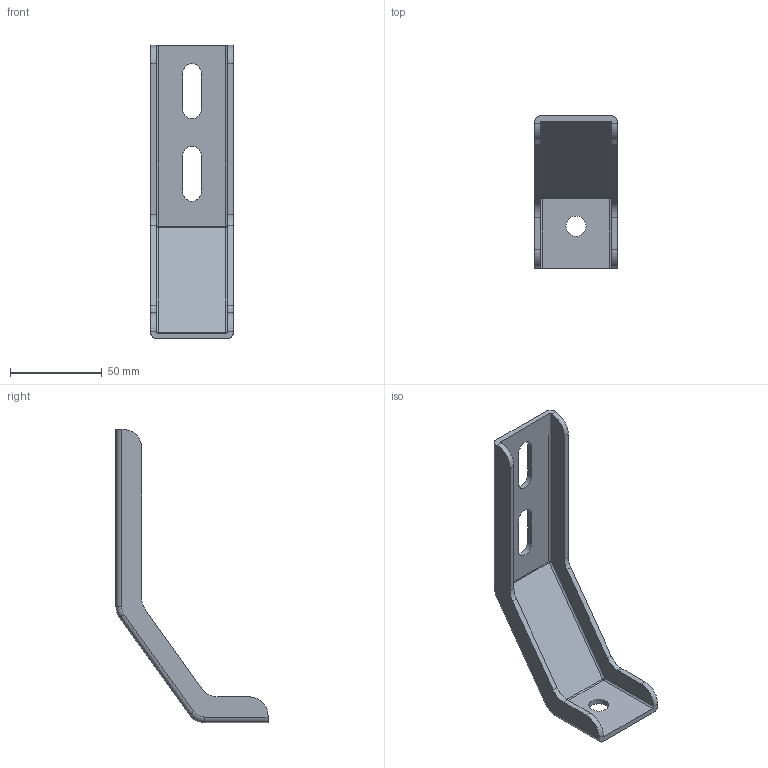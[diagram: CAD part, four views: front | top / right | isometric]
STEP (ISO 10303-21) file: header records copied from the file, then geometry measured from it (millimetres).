
FILE_DESCRIPTION(/* description */ ('Kotvící třmen'),/* implementation_level */ '2;1');
FILE_NAME(/* name */ '534545.stp',/* time_stamp */ '2015-11-25T11:09:02+01:00',/* author */ ('veronikaf'),/* organization */ (''),/* preprocessor_version */ 'ST-DEVELOPER v15.2',/* originating_system */ 'Autodesk Inventor 2014',/* authorisation */ '');
FILE_SCHEMA (('AUTOMOTIVE_DESIGN { 1 0 10303 214 3 1 1 }'));
Length unit declared in the file: millimetre
Products named in the file (1): 534545
Bounding box: 45 x 83 x 160 mm (x, y, z)
Volume: 38568.5 mm3; surface area: 27585 mm2
Topology: 1 solids, 1 shells, 59 faces, 151 edges, 90 vertices
Faces by surface type: cylinder 29, plane 22, torus 4, sphere 4
Full cylindrical faces by diameter (mm): 11 x1
Entity records: 1848 total; most frequent: DIRECTION 328, CARTESIAN_POINT 296, ORIENTED_EDGE 292, EDGE_CURVE 146, AXIS2_PLACEMENT_3D 122, VERTEX_POINT 90, LINE 84, VECTOR 84
